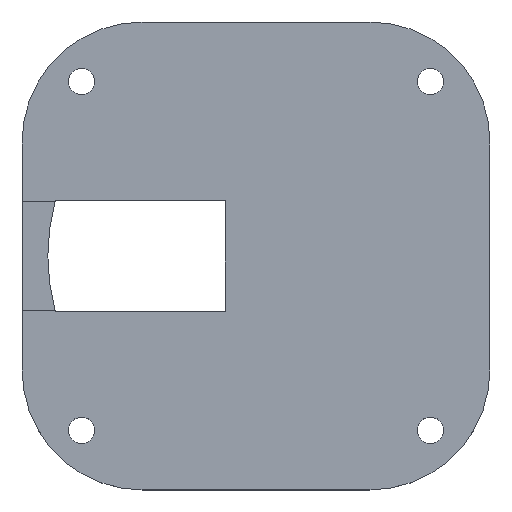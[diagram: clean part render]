
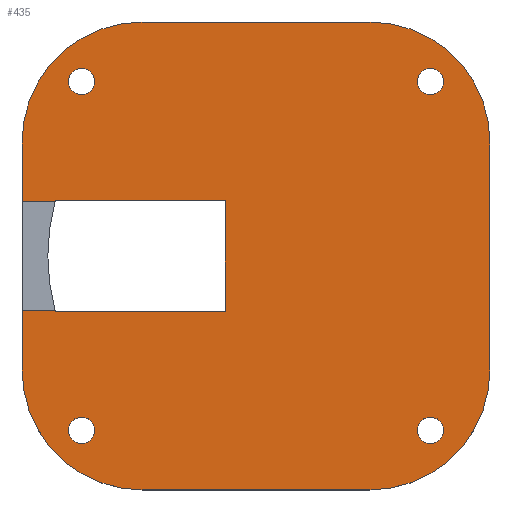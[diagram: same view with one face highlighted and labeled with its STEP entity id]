
A CAD part, top view. The second image highlights one B-rep face of the part: STEP entity #435.
In plain terms, the highlighted planar face has unit normal (0, 0, 1).
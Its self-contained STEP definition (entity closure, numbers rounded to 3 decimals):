
#15=FACE_BOUND('',#77,.T.);
#16=FACE_BOUND('',#78,.T.);
#17=FACE_BOUND('',#79,.T.);
#18=FACE_BOUND('',#80,.T.);
#34=PLANE('',#490);
#55=FACE_OUTER_BOUND('',#76,.T.);
#76=EDGE_LOOP('',(#371,#372,#373,#374,#375,#376,#377,#378,#379,#380,#381,
#382,#383,#384,#385,#386));
#77=EDGE_LOOP('',(#387));
#78=EDGE_LOOP('',(#388));
#79=EDGE_LOOP('',(#389));
#80=EDGE_LOOP('',(#390));
#91=LINE('',#644,#131);
#95=LINE('',#652,#135);
#98=LINE('',#658,#138);
#105=LINE('',#678,#145);
#107=LINE('',#683,#147);
#112=LINE('',#697,#152);
#115=LINE('',#702,#155);
#117=LINE('',#711,#157);
#121=LINE('',#723,#161);
#125=LINE('',#734,#165);
#131=VECTOR('',#524,10.);
#135=VECTOR('',#530,10.);
#138=VECTOR('',#535,10.);
#145=VECTOR('',#554,10.);
#147=VECTOR('',#558,10.);
#152=VECTOR('',#573,10.);
#155=VECTOR('',#576,10.);
#157=VECTOR('',#586,10.);
#161=VECTOR('',#598,10.);
#165=VECTOR('',#610,10.);
#167=CIRCLE('',#452,1.1);
#169=CIRCLE('',#455,1.1);
#171=CIRCLE('',#458,1.1);
#173=CIRCLE('',#461,1.1);
#176=CIRCLE('',#468,17.35);
#178=CIRCLE('',#470,17.35);
#179=CIRCLE('',#475,10.);
#181=CIRCLE('',#479,10.);
#183=CIRCLE('',#483,10.);
#185=CIRCLE('',#487,10.);
#187=VERTEX_POINT('',#618);
#189=VERTEX_POINT('',#624);
#191=VERTEX_POINT('',#630);
#193=VERTEX_POINT('',#636);
#195=VERTEX_POINT('',#642);
#196=VERTEX_POINT('',#643);
#199=VERTEX_POINT('',#651);
#201=VERTEX_POINT('',#657);
#205=VERTEX_POINT('',#666);
#206=VERTEX_POINT('',#670);
#208=VERTEX_POINT('',#676);
#210=VERTEX_POINT('',#682);
#211=VERTEX_POINT('',#688);
#212=VERTEX_POINT('',#689);
#216=VERTEX_POINT('',#700);
#217=VERTEX_POINT('',#704);
#219=VERTEX_POINT('',#710);
#221=VERTEX_POINT('',#716);
#223=VERTEX_POINT('',#722);
#225=VERTEX_POINT('',#728);
#227=EDGE_CURVE('',#187,#187,#167,.T.);
#230=EDGE_CURVE('',#189,#189,#169,.T.);
#233=EDGE_CURVE('',#191,#191,#171,.T.);
#236=EDGE_CURVE('',#193,#193,#173,.T.);
#239=EDGE_CURVE('',#195,#196,#91,.T.);
#243=EDGE_CURVE('',#199,#195,#95,.T.);
#246=EDGE_CURVE('',#201,#199,#98,.T.);
#251=EDGE_CURVE('',#196,#205,#176,.T.);
#253=EDGE_CURVE('',#206,#201,#178,.T.);
#257=EDGE_CURVE('',#205,#208,#105,.T.);
#259=EDGE_CURVE('',#210,#206,#107,.T.);
#262=EDGE_CURVE('',#211,#212,#179,.T.);
#266=EDGE_CURVE('',#212,#210,#112,.T.);
#269=EDGE_CURVE('',#208,#216,#115,.T.);
#270=EDGE_CURVE('',#216,#217,#181,.T.);
#273=EDGE_CURVE('',#217,#219,#117,.T.);
#276=EDGE_CURVE('',#219,#221,#183,.T.);
#279=EDGE_CURVE('',#221,#223,#121,.T.);
#282=EDGE_CURVE('',#223,#225,#185,.T.);
#285=EDGE_CURVE('',#225,#211,#125,.T.);
#371=ORIENTED_EDGE('',*,*,#251,.T.);
#372=ORIENTED_EDGE('',*,*,#257,.T.);
#373=ORIENTED_EDGE('',*,*,#269,.T.);
#374=ORIENTED_EDGE('',*,*,#270,.T.);
#375=ORIENTED_EDGE('',*,*,#273,.T.);
#376=ORIENTED_EDGE('',*,*,#276,.T.);
#377=ORIENTED_EDGE('',*,*,#279,.T.);
#378=ORIENTED_EDGE('',*,*,#282,.T.);
#379=ORIENTED_EDGE('',*,*,#285,.T.);
#380=ORIENTED_EDGE('',*,*,#262,.T.);
#381=ORIENTED_EDGE('',*,*,#266,.T.);
#382=ORIENTED_EDGE('',*,*,#259,.T.);
#383=ORIENTED_EDGE('',*,*,#253,.T.);
#384=ORIENTED_EDGE('',*,*,#246,.T.);
#385=ORIENTED_EDGE('',*,*,#243,.T.);
#386=ORIENTED_EDGE('',*,*,#239,.T.);
#387=ORIENTED_EDGE('',*,*,#227,.T.);
#388=ORIENTED_EDGE('',*,*,#230,.T.);
#389=ORIENTED_EDGE('',*,*,#233,.T.);
#390=ORIENTED_EDGE('',*,*,#236,.T.);
#435=ADVANCED_FACE('',(#55,#15,#16,#17,#18),#34,.F.);
#452=AXIS2_PLACEMENT_3D('',#619,#496,#497);
#455=AXIS2_PLACEMENT_3D('',#625,#503,#504);
#458=AXIS2_PLACEMENT_3D('',#631,#510,#511);
#461=AXIS2_PLACEMENT_3D('',#637,#517,#518);
#468=AXIS2_PLACEMENT_3D('',#668,#543,#544);
#470=AXIS2_PLACEMENT_3D('',#671,#547,#548);
#475=AXIS2_PLACEMENT_3D('',#690,#565,#566);
#479=AXIS2_PLACEMENT_3D('',#705,#579,#580);
#483=AXIS2_PLACEMENT_3D('',#717,#591,#592);
#487=AXIS2_PLACEMENT_3D('',#729,#603,#604);
#490=AXIS2_PLACEMENT_3D('',#736,#612,#613);
#496=DIRECTION('center_axis',(0.,0.,-1.));
#497=DIRECTION('ref_axis',(1.,0.,0.));
#503=DIRECTION('center_axis',(0.,0.,-1.));
#504=DIRECTION('ref_axis',(1.,0.,0.));
#510=DIRECTION('center_axis',(0.,0.,-1.));
#511=DIRECTION('ref_axis',(1.,0.,0.));
#517=DIRECTION('center_axis',(0.,0.,-1.));
#518=DIRECTION('ref_axis',(1.,0.,0.));
#524=DIRECTION('',(-1.,0.,0.));
#530=DIRECTION('',(0.,-1.,0.));
#535=DIRECTION('',(1.,0.,0.));
#543=DIRECTION('center_axis',(0.,0.,-1.));
#544=DIRECTION('ref_axis',(1.,0.,0.));
#547=DIRECTION('center_axis',(0.,0.,-1.));
#548=DIRECTION('ref_axis',(1.,0.,0.));
#554=DIRECTION('',(-1.,0.,0.));
#558=DIRECTION('',(1.,0.,0.));
#565=DIRECTION('center_axis',(0.,0.,1.));
#566=DIRECTION('ref_axis',(0.,1.,0.));
#573=DIRECTION('',(0.,-1.,0.));
#576=DIRECTION('',(0.,-1.,0.));
#579=DIRECTION('center_axis',(0.,0.,1.));
#580=DIRECTION('ref_axis',(-1.,0.,0.));
#586=DIRECTION('',(1.,0.,0.));
#591=DIRECTION('center_axis',(0.,0.,1.));
#592=DIRECTION('ref_axis',(0.,-1.,0.));
#598=DIRECTION('',(0.,1.,0.));
#603=DIRECTION('center_axis',(0.,0.,1.));
#604=DIRECTION('ref_axis',(1.,0.,0.));
#610=DIRECTION('',(-1.,0.,0.));
#612=DIRECTION('center_axis',(0.,0.,-1.));
#613=DIRECTION('ref_axis',(-1.,0.,0.));
#618=CARTESIAN_POINT('',(-15.638,-14.538,-4.4));
#619=CARTESIAN_POINT('Origin',(-14.538,-14.538,-4.4));
#624=CARTESIAN_POINT('',(13.438,-14.538,-4.4));
#625=CARTESIAN_POINT('Origin',(14.538,-14.538,-4.4));
#630=CARTESIAN_POINT('',(-15.638,14.538,-4.4));
#631=CARTESIAN_POINT('Origin',(-14.538,14.538,-4.4));
#636=CARTESIAN_POINT('',(13.438,14.538,-4.4));
#637=CARTESIAN_POINT('Origin',(14.538,14.538,-4.4));
#642=CARTESIAN_POINT('',(-2.55,-4.6,-4.4));
#643=CARTESIAN_POINT('',(-16.729,-4.6,-4.4));
#644=CARTESIAN_POINT('',(-1.275,-4.6,-4.4));
#651=CARTESIAN_POINT('',(-2.55,4.6,-4.4));
#652=CARTESIAN_POINT('',(-2.55,2.3,-4.4));
#657=CARTESIAN_POINT('',(-16.729,4.6,-4.4));
#658=CARTESIAN_POINT('',(-8.365,4.6,-4.4));
#666=CARTESIAN_POINT('',(-16.743,-4.55,-4.4));
#668=CARTESIAN_POINT('Origin',(0.,0.,-4.4));
#670=CARTESIAN_POINT('',(-16.743,4.55,-4.4));
#671=CARTESIAN_POINT('Origin',(0.,0.,-4.4));
#676=CARTESIAN_POINT('',(-19.5,-4.55,-4.4));
#678=CARTESIAN_POINT('',(-9.75,-4.55,-4.4));
#682=CARTESIAN_POINT('',(-19.5,4.55,-4.4));
#683=CARTESIAN_POINT('',(-8.371,4.55,-4.4));
#688=CARTESIAN_POINT('',(-9.5,19.5,-4.4));
#689=CARTESIAN_POINT('',(-19.5,9.5,-4.4));
#690=CARTESIAN_POINT('Origin',(-9.5,9.5,-4.4));
#697=CARTESIAN_POINT('',(-19.5,-4.75,-4.4));
#700=CARTESIAN_POINT('',(-19.5,-9.5,-4.4));
#702=CARTESIAN_POINT('',(-19.5,-4.75,-4.4));
#704=CARTESIAN_POINT('',(-9.5,-19.5,-4.4));
#705=CARTESIAN_POINT('Origin',(-9.5,-9.5,-4.4));
#710=CARTESIAN_POINT('',(9.5,-19.5,-4.4));
#711=CARTESIAN_POINT('',(4.75,-19.5,-4.4));
#716=CARTESIAN_POINT('',(19.5,-9.5,-4.4));
#717=CARTESIAN_POINT('Origin',(9.5,-9.5,-4.4));
#722=CARTESIAN_POINT('',(19.5,9.5,-4.4));
#723=CARTESIAN_POINT('',(19.5,4.75,-4.4));
#728=CARTESIAN_POINT('',(9.5,19.5,-4.4));
#729=CARTESIAN_POINT('Origin',(9.5,9.5,-4.4));
#734=CARTESIAN_POINT('',(-4.75,19.5,-4.4));
#736=CARTESIAN_POINT('Origin',(0.,0.,
-4.4));
